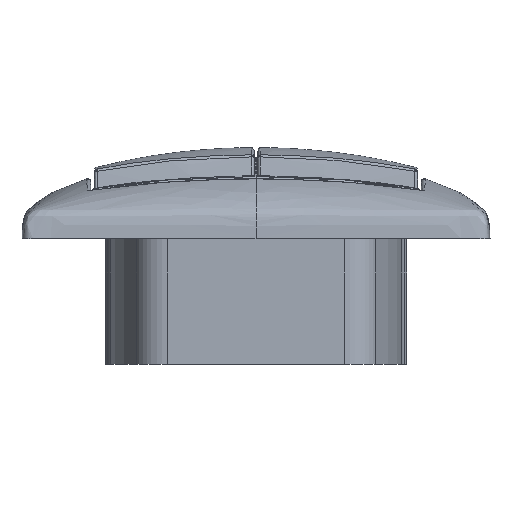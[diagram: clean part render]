
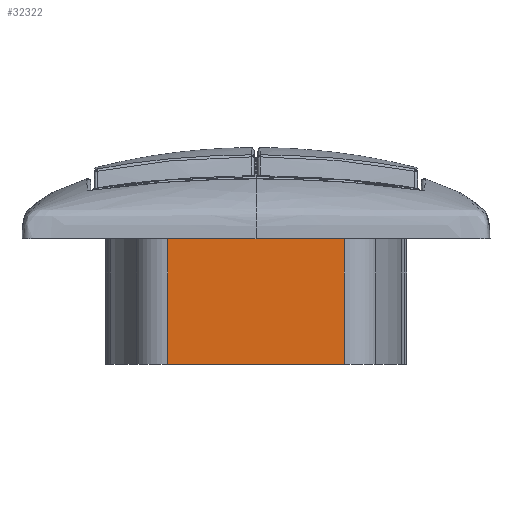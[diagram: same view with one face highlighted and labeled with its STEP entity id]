
A CAD part, front view. The second image highlights one B-rep face of the part: STEP entity #32322.
In plain terms, the highlighted planar face has unit normal (0, -1, 0).
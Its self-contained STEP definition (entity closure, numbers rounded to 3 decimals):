
#2830 = CARTESIAN_POINT ( 'NONE',  ( 15.481, -25.7, -28. ) ) ;
#4764 = CARTESIAN_POINT ( 'NONE',  ( -15.481, -25.7, -6. ) ) ;
#5506 = VERTEX_POINT ( 'NONE', #66532 ) ;
#6686 = ORIENTED_EDGE ( 'NONE', *, *, #12084, .F. ) ;
#10617 = EDGE_CURVE ( 'NONE', #76933, #91742, #113532, .T. ) ;
#12051 = ORIENTED_EDGE ( 'NONE', *, *, #83799, .F. ) ;
#12084 = EDGE_CURVE ( 'NONE', #5506, #114569, #41853, .T. ) ;
#13751 = PLANE ( 'NONE',  #113832 ) ;
#15067 = CARTESIAN_POINT ( 'NONE',  ( 15.481, -25.7, -6. ) ) ;
#21487 = CARTESIAN_POINT ( 'NONE',  ( -15.481, -25.7, -6. ) ) ;
#31974 = VECTOR ( 'NONE', #67223, 1000. ) ;
#32206 = LINE ( 'NONE', #32795, #85320 ) ;
#32322 = ADVANCED_FACE ( 'NONE', ( #32769 ), #13751, .F. ) ;
#32769 = FACE_OUTER_BOUND ( 'NONE', #46166, .T. ) ;
#32795 = CARTESIAN_POINT ( 'NONE',  ( 15.481, -25.7, -6. ) ) ;
#41103 = CARTESIAN_POINT ( 'NONE',  ( -15.481, -25.7, -5.5 ) ) ;
#41853 = LINE ( 'NONE', #15067, #43424 ) ;
#43424 = VECTOR ( 'NONE', #114883, 1000. ) ;
#46166 = EDGE_LOOP ( 'NONE', ( #105894, #104431, #12051, #6686 ) ) ;
#48361 = EDGE_CURVE ( 'NONE', #5506, #76933, #32206, .T. ) ;
#48875 = DIRECTION ( 'NONE',  ( -1., 0., 0. ) ) ;
#66532 = CARTESIAN_POINT ( 'NONE',  ( 15.481, -25.7, -6. ) ) ;
#67223 = DIRECTION ( 'NONE',  ( 0., 0., -1. ) ) ;
#75886 = CARTESIAN_POINT ( 'NONE',  ( -15.481, -25.7, -28. ) ) ;
#76933 = VERTEX_POINT ( 'NONE', #4764 ) ;
#77319 = DIRECTION ( 'NONE',  ( 0., 1., 0. ) ) ;
#83799 = EDGE_CURVE ( 'NONE', #114569, #91742, #114783, .T. ) ;
#85320 = VECTOR ( 'NONE', #48875, 1000. ) ;
#90922 = VECTOR ( 'NONE', #98082, 1000. ) ;
#91742 = VERTEX_POINT ( 'NONE', #75886 ) ;
#93985 = DIRECTION ( 'NONE',  ( 1., 0., 0. ) ) ;
#98082 = DIRECTION ( 'NONE',  ( -1., 0., 0. ) ) ;
#104431 = ORIENTED_EDGE ( 'NONE', *, *, #10617, .T. ) ;
#105894 = ORIENTED_EDGE ( 'NONE', *, *, #48361, .T. ) ;
#113532 = LINE ( 'NONE', #21487, #31974 ) ;
#113832 = AXIS2_PLACEMENT_3D ( 'NONE', #41103, #77319, #93985 ) ;
#114202 = CARTESIAN_POINT ( 'NONE',  ( 15.481, -25.7, -28. ) ) ;
#114569 = VERTEX_POINT ( 'NONE', #2830 ) ;
#114783 = LINE ( 'NONE', #114202, #90922 ) ;
#114883 = DIRECTION ( 'NONE',  ( 0., 0., -1. ) ) ;
